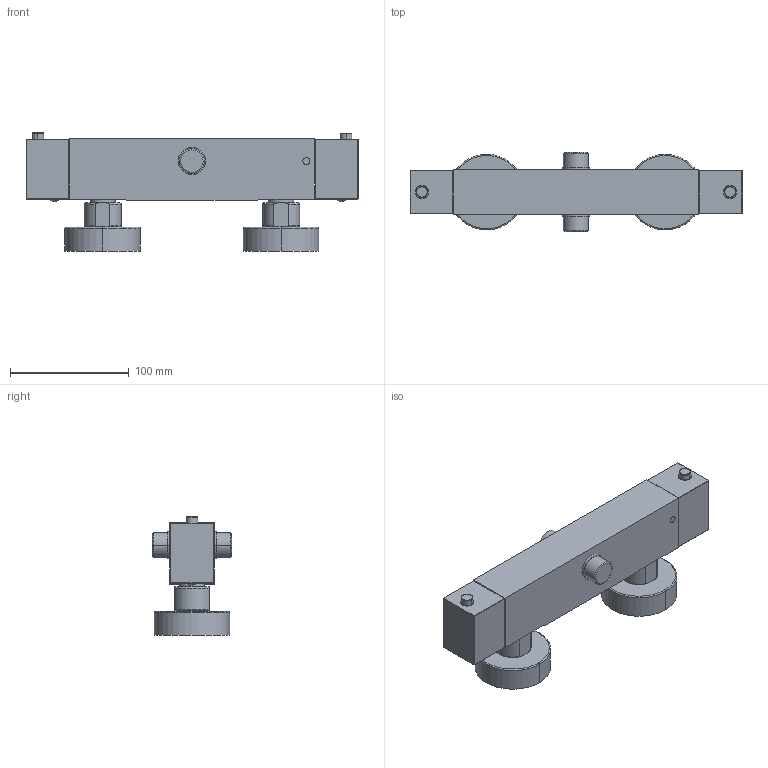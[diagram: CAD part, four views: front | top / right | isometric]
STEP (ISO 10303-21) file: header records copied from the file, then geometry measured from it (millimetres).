
FILE_DESCRIPTION((''),'2;1');
FILE_NAME('LEQ269CR','2021-01-14T13:48:40',('ut3'),('PAFFONI SpA'),'CREO PARAMETRIC BY PTC INC, 2020044','CREO PARAMETRIC BY PTC INC, 2020044','');
FILE_SCHEMA(('CONFIG_CONTROL_DESIGN','SHAPE_APPEARANCE_LAYERS_GROUPS'));
Length unit declared in the file: millimetre
Products named in the file (1): LEQ269CR
Bounding box: 279.05 x 66.5 x 99.45 mm (x, y, z)
Volume: 398836.4 mm3; surface area: 160190 mm2
Topology: 5 solids, 5 shells, 935 faces, 2197 edges, 1320 vertices
Faces by surface type: cylinder 352, plane 349, torus 81, cone 75, sphere 52, bspline 26
Entity records: 38044 total; most frequent: CARTESIAN_POINT 10010, DIRECTION 4691, ORIENTED_EDGE 4370, EDGE_CURVE 2185, AXIS2_PLACEMENT_3D 1840, VERTEX_POINT 1320, EDGE_LOOP 1021, VECTOR 1011
